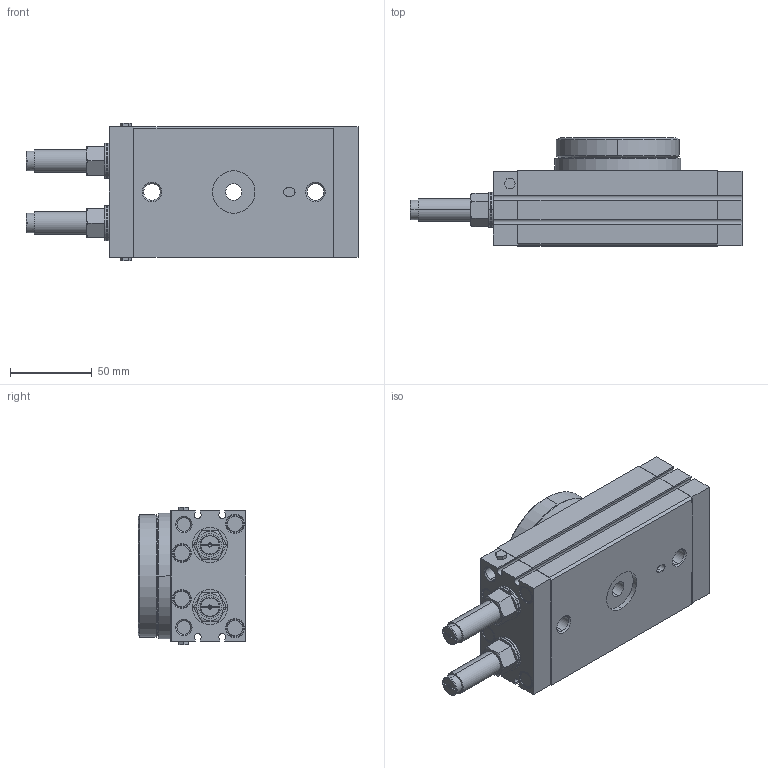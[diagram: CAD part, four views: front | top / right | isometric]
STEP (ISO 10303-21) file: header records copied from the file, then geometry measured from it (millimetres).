
FILE_DESCRIPTION (( 'STEP AP214' ), '1' );
FILE_NAME ('J50MD-MA.step', '2017-07-18T19:55:48', ( '' ), ( '' ), 'SwSTEP 2.0', 'SolidWorks 2017', '' );
FILE_SCHEMA (( 'AUTOMOTIVE_DESIGN' ));
Length unit declared in the file: millimetre
Products named in the file (4): J50MD-MA_body2; J50MD-MA; J50MD-MA_table; J50MD-MA_M6_91290A310
Assembly tree (8 placements, depth 2):
  J50MD-MA
    J50MD-MA_body2
    J50MD-MA_table
    J50MD-MA_M6_91290A310  x6
Bounding box: 203 x 66 x 84 mm (x, y, z)
Volume: 619979.5 mm3; surface area: 87591.3 mm2
Topology: 8 solids, 8 shells, 677 faces, 1645 edges, 1036 vertices
Faces by surface type: cylinder 290, plane 197, cone 168, bspline 12, torus 10
Entity records: 13291 total; most frequent: CARTESIAN_POINT 3284, DIRECTION 2101, ORIENTED_EDGE 1952, EDGE_CURVE 976, AXIS2_PLACEMENT_3D 806, VERTEX_POINT 621, LINE 489, VECTOR 489
